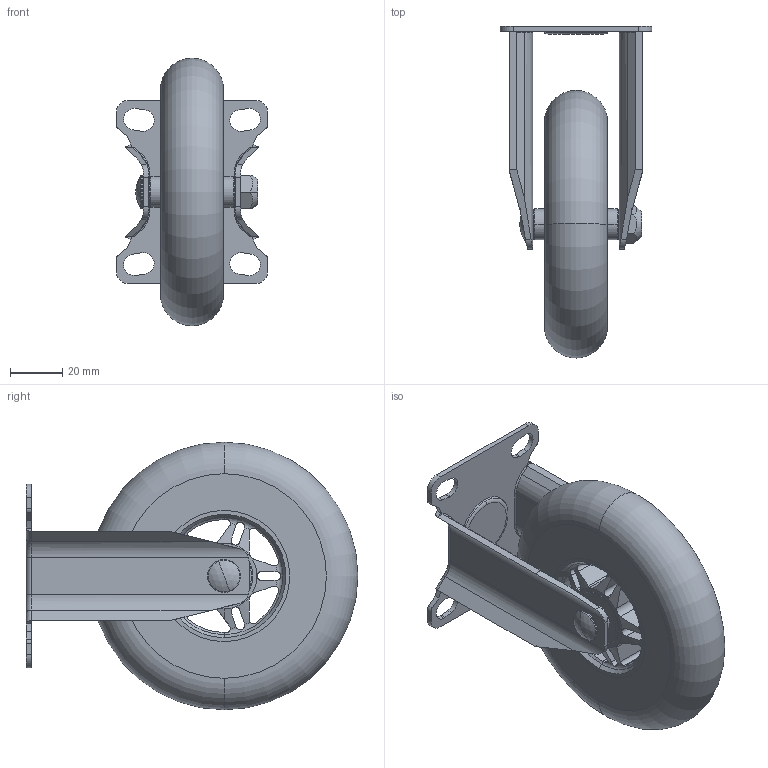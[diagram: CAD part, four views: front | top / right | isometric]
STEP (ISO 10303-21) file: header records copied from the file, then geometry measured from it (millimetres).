
FILE_DESCRIPTION (( 'STEP AP203' ), '1' );
FILE_NAME ('ACSU-102RF.STEP', '2015-10-01T09:19:18', ( 'WON SINCHUL' ), ( 'Hewlett-Packard Company' ), 'SwSTEP 2.0', 'SolidWorks 2015', '' );
FILE_SCHEMA (( 'CONFIG_CONTROL_DESIGN' ));
Length unit declared in the file: millimetre
Products named in the file (1): ACSU-102RF
Bounding box: 57.8 x 126.5 x 102 mm (x, y, z)
Volume: 189267.3 mm3; surface area: 68189.1 mm2
Topology: 7 solids, 11 shells, 433 faces, 1192 edges, 757 vertices
Faces by surface type: cylinder 195, plane 135, torus 60, cone 34, bspline 7, sphere 2
Entity records: 15131 total; most frequent: CARTESIAN_POINT 3941, ORIENTED_EDGE 2384, DIRECTION 2351, EDGE_CURVE 1192, AXIS2_PLACEMENT_3D 941, VERTEX_POINT 757, CIRCLE 514, EDGE_LOOP 479
